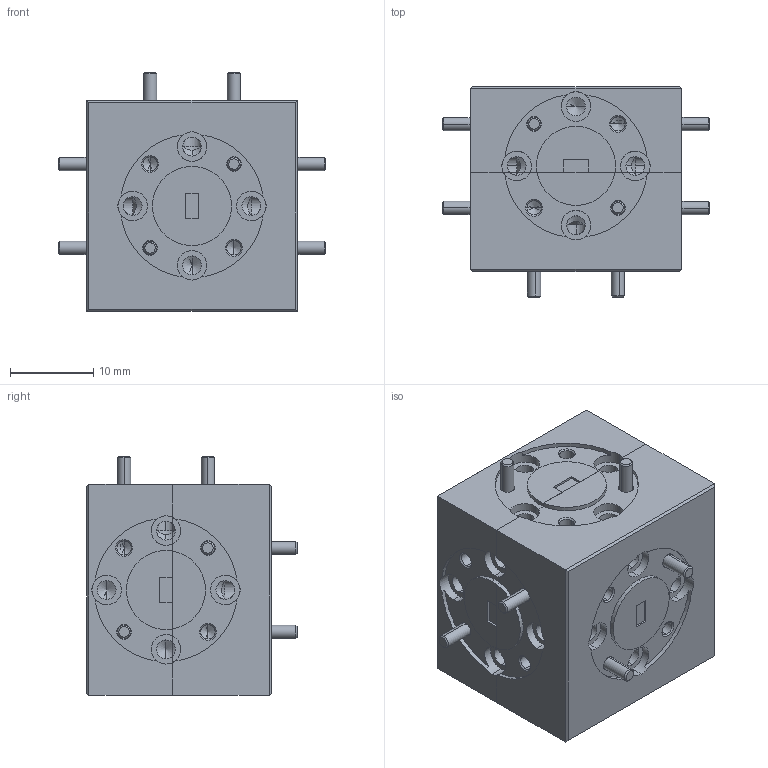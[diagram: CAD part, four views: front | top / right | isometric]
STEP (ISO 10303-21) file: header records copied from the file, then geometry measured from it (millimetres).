
FILE_DESCRIPTION (( 'STEP AP203' ), '1' );
FILE_NAME ('SWM-71386320-12-SB.STEP', '2022-02-08T23:56:20', ( '' ), ( '' ), 'SwSTEP 2.0', 'SolidWorks 2021', '' );
FILE_SCHEMA (( 'CONFIG_CONTROL_DESIGN' ));
Length unit declared in the file: inch
Products named in the file (1): SWM-71386320-12-SB
Bounding box: 32.13 x 25.34 x 28.77 mm (x, y, z)
Volume: 13005.6 mm3; surface area: 7488.4 mm2
Topology: 17 solids, 17 shells, 611 faces, 1444 edges, 844 vertices
Faces by surface type: cylinder 253, cone 215, plane 143
Entity records: 17257 total; most frequent: CARTESIAN_POINT 3323, DIRECTION 3090, ORIENTED_EDGE 2744, EDGE_CURVE 1372, AXIS2_PLACEMENT_3D 1223, VERTEX_POINT 844, EDGE_LOOP 674, LINE 644
